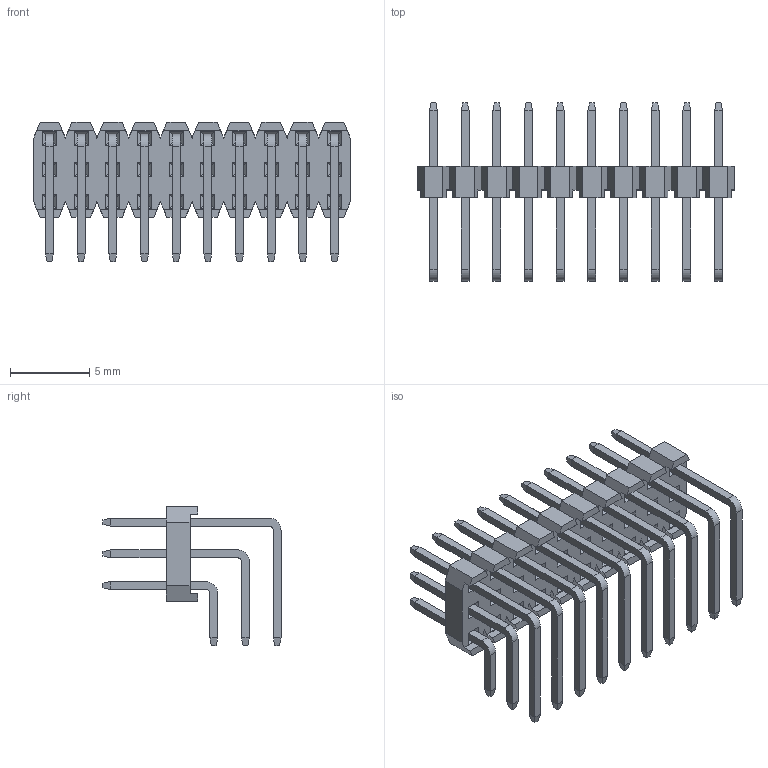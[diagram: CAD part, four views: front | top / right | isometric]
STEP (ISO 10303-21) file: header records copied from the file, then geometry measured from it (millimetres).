
FILE_DESCRIPTION( ('This file contains a STEP AP42 implementation' ,'as created by ZW3D STEP Interface translator.') ,'2;1' );
FILE_NAME( '1220-13XXXXRXXXXXXX.stp' ,'23 323.162212', (''), ('ZWCAD Software Co.'), 'Version 1.0', 'ZW3D to STEP translator', '' );
FILE_SCHEMA(('AUTOMOTIVE_DESIGN { 1 0 10303 214 1 1 1 1 }'));
Length unit declared in the file: millimetre
Products named in the file (3): 0; 1220-1320XXR106XXXX(側醱俔)001; 1220-13XXXXRXXXXX_ASM_1_ASM_1
Assembly tree (1 placements, depth 2):
  0
  1220-1320XXR106XXXX(側醱俔)001
    1220-13XXXXRXXXXX_ASM_1_ASM_1
Bounding box: 20 x 11.25 x 8.8 mm (x, y, z)
Volume: 268.5 mm3; surface area: 1313.4 mm2
Topology: 31 solids, 31 shells, 884 faces, 2106 edges, 1284 vertices
Faces by surface type: plane 824, cylinder 60
Entity records: 25639 total; most frequent: CARTESIAN_POINT 4278, ORIENTED_EDGE 4212, DIRECTION 4002, EDGE_CURVE 2106, VECTOR 1986, LINE 1986, VERTEX_POINT 1284, AXIS2_PLACEMENT_3D 1008
